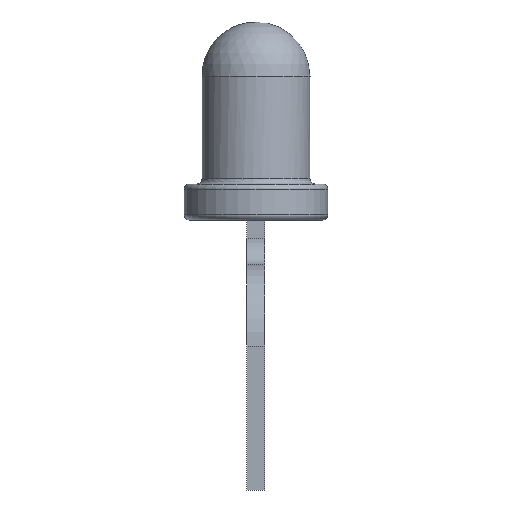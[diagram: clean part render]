
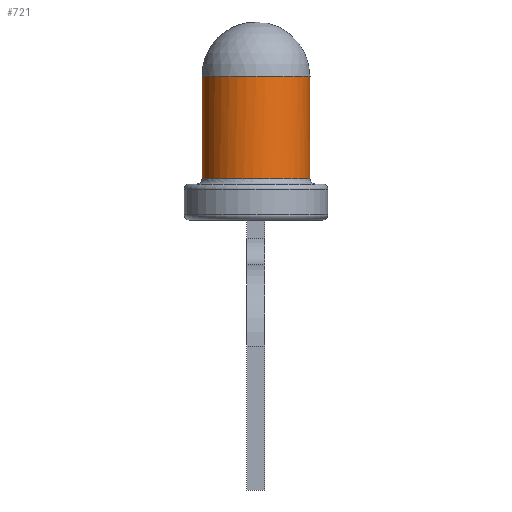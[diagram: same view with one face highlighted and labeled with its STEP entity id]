
A CAD part, front view. The second image highlights one B-rep face of the part: STEP entity #721.
In plain terms, the highlighted cylindrical face has radius 1.5 mm (diameter 3 mm), a full revolution.
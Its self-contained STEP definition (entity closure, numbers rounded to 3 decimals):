
#24=CYLINDRICAL_SURFACE('',#788,1.5);
#40=LINE('',#1184,#106);
#106=VECTOR('',#888,1.5);
#193=B_SPLINE_CURVE_WITH_KNOTS('',3,(#1157,#1158,#1159,#1160,#1161,#1162,
#1163,#1164,#1165),.UNSPECIFIED.,.F.,.F.,(4,1,1,1,1,1,4),(-0.165,
-0.118,-0.094,-0.071,-0.047,
-0.035,0.),.UNSPECIFIED.);
#199=FACE_OUTER_BOUND('',#245,.T.);
#245=EDGE_LOOP('',(#514,#515,#516,#517,#518,#519));
#291=CIRCLE('',#784,1.5);
#292=CIRCLE('',#785,1.5);
#294=CIRCLE('',#789,1.5);
#327=VERTEX_POINT('',#1102);
#330=VERTEX_POINT('',#1107);
#331=VERTEX_POINT('',#1109);
#334=VERTEX_POINT('',#1182);
#397=EDGE_CURVE('',#330,#331,#291,.T.);
#398=EDGE_CURVE('',#331,#327,#292,.T.);
#399=EDGE_CURVE('',#327,#330,#193,.T.);
#404=EDGE_CURVE('',#334,#334,#294,.T.);
#405=EDGE_CURVE('',#334,#331,#40,.T.);
#514=ORIENTED_EDGE('',*,*,#404,.F.);
#515=ORIENTED_EDGE('',*,*,#405,.T.);
#516=ORIENTED_EDGE('',*,*,#397,.F.);
#517=ORIENTED_EDGE('',*,*,#399,.F.);
#518=ORIENTED_EDGE('',*,*,#398,.F.);
#519=ORIENTED_EDGE('',*,*,#405,.F.);
#721=ADVANCED_FACE('',(#199),#24,.T.);
#784=AXIS2_PLACEMENT_3D('',#1110,#874,#875);
#785=AXIS2_PLACEMENT_3D('',#1111,#876,#877);
#788=AXIS2_PLACEMENT_3D('',#1181,#884,#885);
#789=AXIS2_PLACEMENT_3D('',#1183,#886,#887);
#874=DIRECTION('center_axis',(0.,0.,-1.));
#875=DIRECTION('ref_axis',(0.,-1.,0.));
#876=DIRECTION('center_axis',(0.,0.,-1.));
#877=DIRECTION('ref_axis',(0.,-1.,0.));
#884=DIRECTION('center_axis',(0.,0.,1.));
#885=DIRECTION('ref_axis',(1.,0.,0.));
#886=DIRECTION('center_axis',(0.,0.,1.));
#887=DIRECTION('ref_axis',(1.,0.,0.));
#888=DIRECTION('',(0.,0.,-1.));
#1102=CARTESIAN_POINT('',(-0.716,1.318,0.15));
#1107=CARTESIAN_POINT('',(0.716,1.318,0.15));
#1109=CARTESIAN_POINT('',(-1.5,0.,0.15));
#1110=CARTESIAN_POINT('Origin',(0.,0.,0.15));
#1111=CARTESIAN_POINT('Origin',(0.,0.,0.15));
#1157=CARTESIAN_POINT('Ctrl Pts',(-0.716,1.318,0.15));
#1158=CARTESIAN_POINT('Ctrl Pts',(-0.59,1.386,0.15));
#1159=CARTESIAN_POINT('Ctrl Pts',(-0.389,1.461,0.111));
#1160=CARTESIAN_POINT('Ctrl Pts',(-0.108,1.501,0.073));
#1161=CARTESIAN_POINT('Ctrl Pts',(0.108,1.501,0.073));
#1162=CARTESIAN_POINT('Ctrl Pts',(0.284,1.476,0.097));
#1163=CARTESIAN_POINT('Ctrl Pts',(0.49,1.424,0.13));
#1164=CARTESIAN_POINT('Ctrl Pts',(0.622,1.369,0.15));
#1165=CARTESIAN_POINT('Ctrl Pts',(0.716,1.318,0.15));
#1181=CARTESIAN_POINT('Origin',(0.,0.,0.));
#1182=CARTESIAN_POINT('',(-1.5,0.,3.));
#1183=CARTESIAN_POINT('Origin',(0.,0.,3.));
#1184=CARTESIAN_POINT('',(-1.5,0.,0.));
